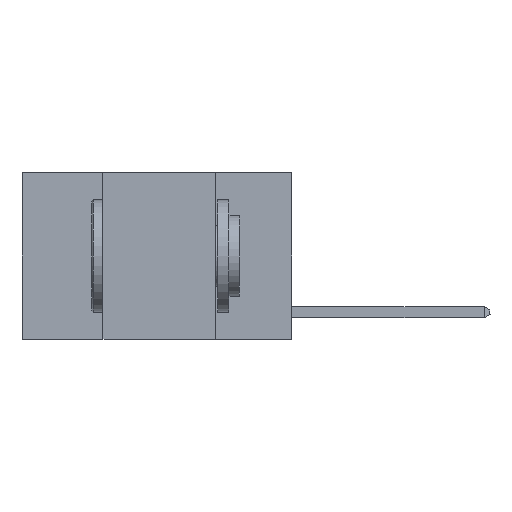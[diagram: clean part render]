
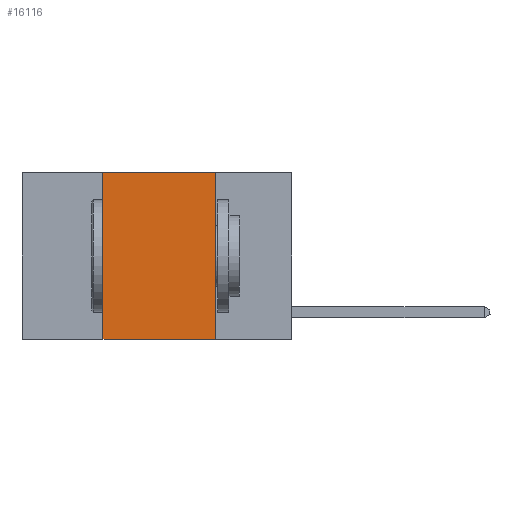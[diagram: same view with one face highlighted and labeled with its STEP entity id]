
A CAD part, left-side view. The second image highlights one B-rep face of the part: STEP entity #16116.
In plain terms, the highlighted planar face has unit normal (-1, 0, 0).
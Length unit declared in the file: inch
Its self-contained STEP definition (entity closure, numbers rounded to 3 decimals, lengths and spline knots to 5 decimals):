
#279 = EDGE_CURVE ( 'NONE', #11418, #16082, #12714, .T. ) ;
#375 = EDGE_LOOP ( 'NONE', ( #11826, #11948, #3850, #10926 ) ) ;
#383 = EDGE_CURVE ( 'NONE', #16082, #5131, #12788, .T. ) ;
#809 = CARTESIAN_POINT ( 'NONE',  ( 0., 0.42, 0. ) ) ;
#1167 = DIRECTION ( 'NONE',  ( 0., -1., 0. ) ) ;
#1971 = LINE ( 'NONE', #8455, #10783 ) ;
#2211 = AXIS2_PLACEMENT_3D ( 'NONE', #13744, #11676, #16976 ) ;
#2367 = DIRECTION ( 'NONE',  ( 0., -1., 0. ) ) ;
#3586 = LINE ( 'NONE', #8866, #12333 ) ;
#3688 = EDGE_CURVE ( 'NONE', #5131, #12158, #1971, .T. ) ;
#3850 = ORIENTED_EDGE ( 'NONE', *, *, #279, .F. ) ;
#4510 = FACE_OUTER_BOUND ( 'NONE', #375, .T. ) ;
#5131 = VERTEX_POINT ( 'NONE', #15223 ) ;
#7588 = CARTESIAN_POINT ( 'NONE',  ( 0., 0.17, -0.37 ) ) ;
#8190 = VECTOR ( 'NONE', #2367, 39.37008 ) ;
#8389 = EDGE_CURVE ( 'NONE', #11418, #12158, #3586, .T. ) ;
#8455 = CARTESIAN_POINT ( 'NONE',  ( 0., 0.17, 0. ) ) ;
#8866 = CARTESIAN_POINT ( 'NONE',  ( 0., 0.6, -0.37 ) ) ;
#9499 = CARTESIAN_POINT ( 'NONE',  ( 0., 0.42, -0.37 ) ) ;
#9784 = PLANE ( 'NONE',  #2211 ) ;
#10648 = VECTOR ( 'NONE', #13926, 39.37008 ) ;
#10783 = VECTOR ( 'NONE', #15014, 39.37008 ) ;
#10926 = ORIENTED_EDGE ( 'NONE', *, *, #8389, .T. ) ;
#11418 = VERTEX_POINT ( 'NONE', #9499 ) ;
#11676 = DIRECTION ( 'NONE',  ( 1., 0., 0. ) ) ;
#11826 = ORIENTED_EDGE ( 'NONE', *, *, #3688, .F. ) ;
#11948 = ORIENTED_EDGE ( 'NONE', *, *, #383, .F. ) ;
#12158 = VERTEX_POINT ( 'NONE', #7588 ) ;
#12333 = VECTOR ( 'NONE', #1167, 39.37008 ) ;
#12714 = LINE ( 'NONE', #15069, #10648 ) ;
#12788 = LINE ( 'NONE', #13045, #8190 ) ;
#13045 = CARTESIAN_POINT ( 'NONE',  ( 0., 0.6, 0. ) ) ;
#13744 = CARTESIAN_POINT ( 'NONE',  ( 0., 0.6, 0. ) ) ;
#13926 = DIRECTION ( 'NONE',  ( 0., 0., 1. ) ) ;
#15014 = DIRECTION ( 'NONE',  ( 0., 0., -1. ) ) ;
#15069 = CARTESIAN_POINT ( 'NONE',  ( 0., 0.42, 0. ) ) ;
#15223 = CARTESIAN_POINT ( 'NONE',  ( 0., 0.17, 0. ) ) ;
#16082 = VERTEX_POINT ( 'NONE', #809 ) ;
#16116 = ADVANCED_FACE ( 'NONE', ( #4510 ), #9784, .F. ) ;
#16976 = DIRECTION ( 'NONE',  ( 0., 0., -1. ) ) ;
